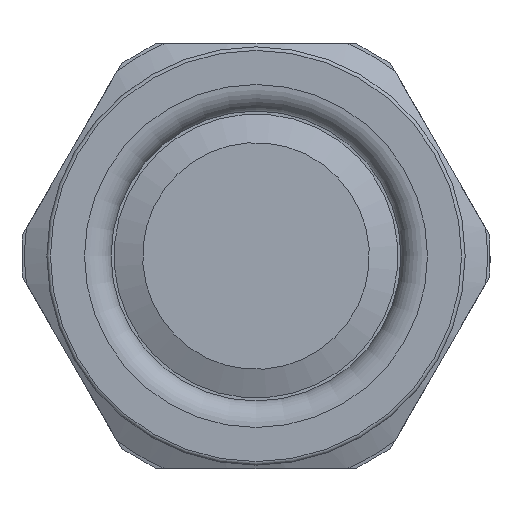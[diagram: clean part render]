
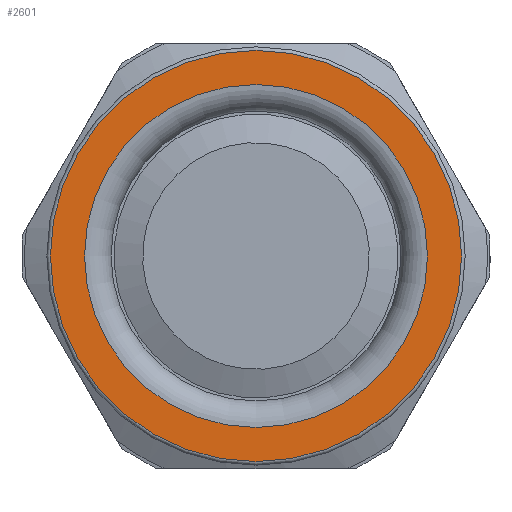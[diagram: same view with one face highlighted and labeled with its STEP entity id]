
A CAD part, left-side view. The second image highlights one B-rep face of the part: STEP entity #2601.
In plain terms, the highlighted planar face has unit normal (-1, 0, 0).
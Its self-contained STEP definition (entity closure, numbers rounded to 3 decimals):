
#355=PLANE('',#2993);
#451=FACE_BOUND('',#897,.T.);
#625=FACE_OUTER_BOUND('',#896,.T.);
#896=EDGE_LOOP('',(#2249));
#897=EDGE_LOOP('',(#2250));
#1114=CIRCLE('',#2992,11.6);
#1115=CIRCLE('',#2994,9.675);
#1379=VERTEX_POINT('',#11577);
#1380=VERTEX_POINT('',#11580);
#1684=EDGE_CURVE('',#1379,#1379,#1114,.T.);
#1685=EDGE_CURVE('',#1380,#1380,#1115,.T.);
#2249=ORIENTED_EDGE('',*,*,#1684,.F.);
#2250=ORIENTED_EDGE('',*,*,#1685,.T.);
#2601=ADVANCED_FACE('',(#625,#451),#355,.T.);
#2992=AXIS2_PLACEMENT_3D('',#11578,#3678,#3679);
#2993=AXIS2_PLACEMENT_3D('',#11579,#3680,#3681);
#2994=AXIS2_PLACEMENT_3D('',#11581,#3682,#3683);
#3678=DIRECTION('center_axis',(1.,0.,0.));
#3679=DIRECTION('ref_axis',(0.,-1.,0.));
#3680=DIRECTION('center_axis',(-1.,0.,0.));
#3681=DIRECTION('ref_axis',(0.,0.,1.));
#3682=DIRECTION('center_axis',(1.,0.,0.));
#3683=DIRECTION('ref_axis',(0.,0.,-1.));
#11577=CARTESIAN_POINT('',(-19.02,11.6,0.));
#11578=CARTESIAN_POINT('Origin',(-19.02,0.,0.));
#11579=CARTESIAN_POINT('Origin',(-19.02,11.8,0.));
#11580=CARTESIAN_POINT('',(-19.02,9.675,0.));
#11581=CARTESIAN_POINT('Origin',(-19.02,0.,0.));
